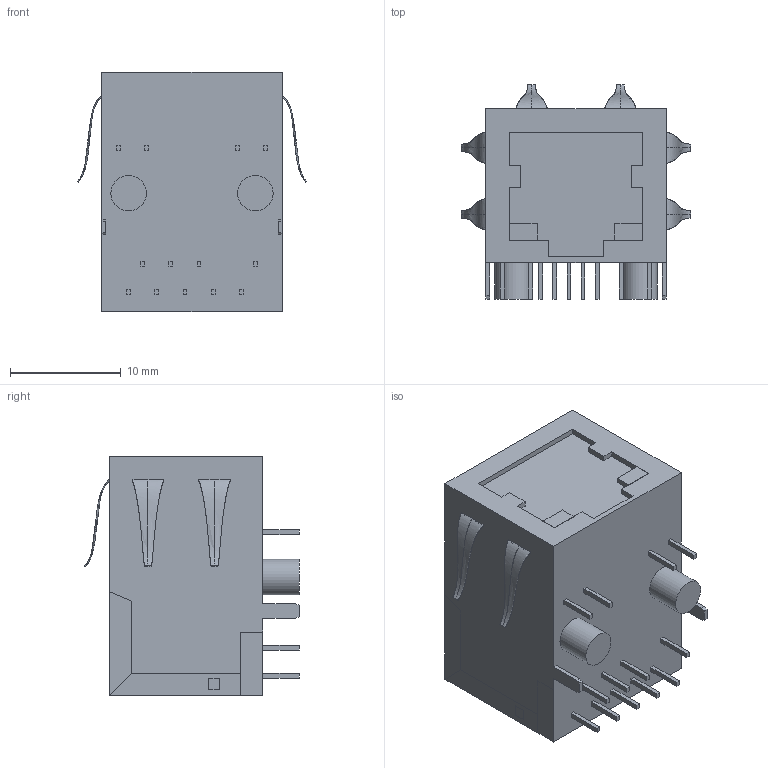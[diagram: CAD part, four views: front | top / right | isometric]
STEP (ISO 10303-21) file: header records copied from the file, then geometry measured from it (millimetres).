
FILE_DESCRIPTION(/* description */ (''),/* implementation_level */ '2;1');
FILE_NAME(/* name */ 'ARJP11A v1.step',/* time_stamp */ '2022-07-07T16:28:29+08:00',/* author */ (''),/* organization */ (''),/* preprocessor_version */ 'ST-DEVELOPER v19',/* originating_system */ 'Autodesk Translation Framework v11.7.0.108',/* authorisation */ '');
FILE_SCHEMA (('AUTOMOTIVE_DESIGN { 1 0 10303 214 3 1 1 }'));
Length unit declared in the file: inch
Products named in the file (2): ARJP11A; ARJP11A_ARJP11A-MA
Assembly tree (1 placements, depth 2):
  ARJP11A
    ARJP11A_ARJP11A-MA
Bounding box: 20.65 x 19.34 x 21.59 mm (x, y, z)
Volume: 4876.8 mm3; surface area: 2085.1 mm2
Topology: 1 solids, 1 shells, 260 faces, 659 edges, 440 vertices
Faces by surface type: plane 230, bspline 28, cylinder 2
Full cylindrical faces by diameter (mm): 3.2 x2
Entity records: 11442 total; most frequent: CARTESIAN_POINT 5144, ORIENTED_EDGE 1318, DIRECTION 1065, EDGE_CURVE 659, LINE 587, VECTOR 587, VERTEX_POINT 440, EDGE_LOOP 299
